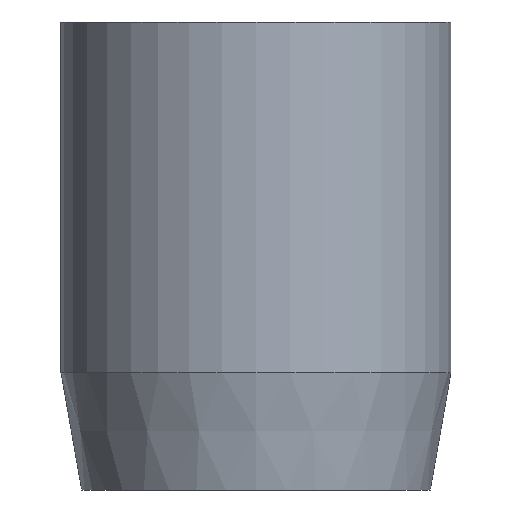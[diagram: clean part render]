
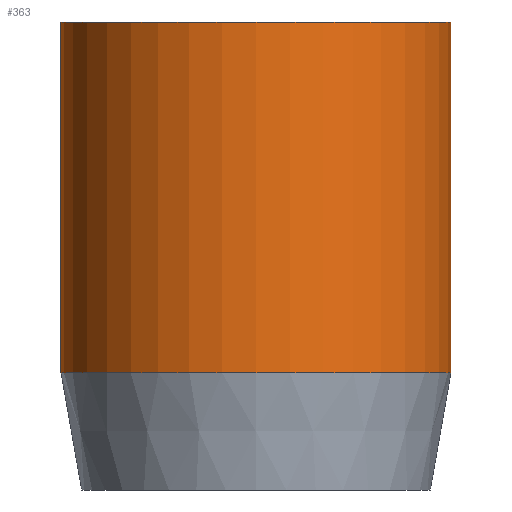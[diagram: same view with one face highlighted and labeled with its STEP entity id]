
A CAD part, front view. The second image highlights one B-rep face of the part: STEP entity #363.
In plain terms, the highlighted cylindrical face has radius 2.5 mm (diameter 5 mm), a partial arc.
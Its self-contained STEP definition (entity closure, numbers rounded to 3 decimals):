
#8 = CYLINDRICAL_SURFACE ( 'NONE', #412, 2.5 ) ;
#41 = DIRECTION ( 'NONE',  ( 1., 0., 0. ) ) ;
#47 = DIRECTION ( 'NONE',  ( 0., 0., 1. ) ) ;
#50 = CARTESIAN_POINT ( 'NONE',  ( 0., 0., 6. ) ) ;
#58 = CARTESIAN_POINT ( 'NONE',  ( -2.5, 0., 1.5 ) ) ;
#84 = DIRECTION ( 'NONE',  ( 1., 0., 0. ) ) ;
#107 = LINE ( 'NONE', #562, #1023 ) ;
#111 = ORIENTED_EDGE ( 'NONE', *, *, #620, .F. ) ;
#125 = EDGE_CURVE ( 'NONE', #935, #963, #689, .T. ) ;
#126 = VERTEX_POINT ( 'NONE', #58 ) ;
#203 = CARTESIAN_POINT ( 'NONE',  ( 2.5, 0., 6. ) ) ;
#254 = AXIS2_PLACEMENT_3D ( 'NONE', #50, #47, #41 ) ;
#351 = FACE_OUTER_BOUND ( 'NONE', #541, .T. ) ;
#363 = ADVANCED_FACE ( 'NONE', ( #351 ), #8, .T. ) ;
#389 = CARTESIAN_POINT ( 'NONE',  ( 2.5, 0., 1.5 ) ) ;
#412 = AXIS2_PLACEMENT_3D ( 'NONE', #707, #880, #637 ) ;
#427 = ORIENTED_EDGE ( 'NONE', *, *, #797, .T. ) ;
#466 = ORIENTED_EDGE ( 'NONE', *, *, #840, .T. ) ;
#508 = AXIS2_PLACEMENT_3D ( 'NONE', #1134, #621, #84 ) ;
#541 = EDGE_LOOP ( 'NONE', ( #111, #954, #427, #466 ) ) ;
#562 = CARTESIAN_POINT ( 'NONE',  ( 2.5, 0., 6. ) ) ;
#620 = EDGE_CURVE ( 'NONE', #963, #1033, #107, .T. ) ;
#621 = DIRECTION ( 'NONE',  ( 0., 0., 1. ) ) ;
#622 = VECTOR ( 'NONE', #1022, 1000. ) ;
#637 = DIRECTION ( 'NONE',  ( -1., 0., 0. ) ) ;
#689 = CIRCLE ( 'NONE', #254, 2.5 ) ;
#707 = CARTESIAN_POINT ( 'NONE',  ( 0., 0., 6. ) ) ;
#727 = CARTESIAN_POINT ( 'NONE',  ( -2.5, 0., 6. ) ) ;
#797 = EDGE_CURVE ( 'NONE', #935, #126, #1109, .T. ) ;
#833 = CIRCLE ( 'NONE', #508, 2.5 ) ;
#840 = EDGE_CURVE ( 'NONE', #126, #1033, #833, .T. ) ;
#880 = DIRECTION ( 'NONE',  ( 0., 0., -1. ) ) ;
#935 = VERTEX_POINT ( 'NONE', #727 ) ;
#954 = ORIENTED_EDGE ( 'NONE', *, *, #125, .F. ) ;
#963 = VERTEX_POINT ( 'NONE', #203 ) ;
#1018 = CARTESIAN_POINT ( 'NONE',  ( -2.5, 0., 6. ) ) ;
#1022 = DIRECTION ( 'NONE',  ( 0., 0., -1. ) ) ;
#1023 = VECTOR ( 'NONE', #1078, 1000. ) ;
#1033 = VERTEX_POINT ( 'NONE', #389 ) ;
#1078 = DIRECTION ( 'NONE',  ( 0., 0., -1. ) ) ;
#1109 = LINE ( 'NONE', #1018, #622 ) ;
#1134 = CARTESIAN_POINT ( 'NONE',  ( 0., 0., 1.5 ) ) ;
